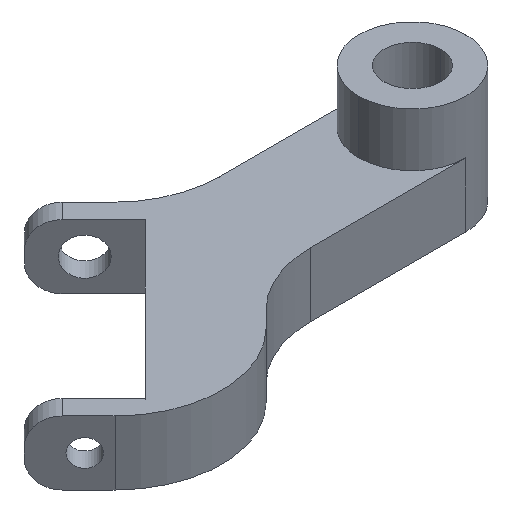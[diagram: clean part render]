
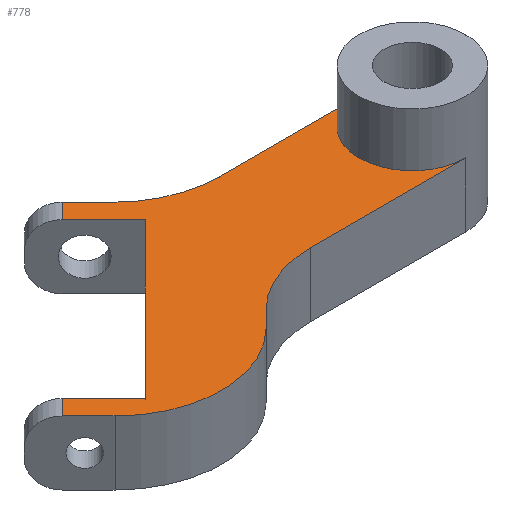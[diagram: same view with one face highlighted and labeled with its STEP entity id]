
A CAD part, isometric view. The second image highlights one B-rep face of the part: STEP entity #778.
In plain terms, the highlighted planar face has unit normal (0, 0, 1).
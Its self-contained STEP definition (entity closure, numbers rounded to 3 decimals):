
#2 = DIRECTION ( 'NONE',  ( 0., 0., -1. ) ) ;
#4 = VECTOR ( 'NONE', #214, 1000. ) ;
#15 = ORIENTED_EDGE ( 'NONE', *, *, #104, .T. ) ;
#27 = ORIENTED_EDGE ( 'NONE', *, *, #591, .T. ) ;
#29 = CARTESIAN_POINT ( 'NONE',  ( -13.889, 13.889, 6. ) ) ;
#48 = VERTEX_POINT ( 'NONE', #345 ) ;
#69 = DIRECTION ( 'NONE',  ( 0.707, 0.707, 0. ) ) ;
#95 = DIRECTION ( 'NONE',  ( -0.707, 0.707, 0. ) ) ;
#104 = EDGE_CURVE ( 'NONE', #427, #294, #741, .T. ) ;
#107 = CARTESIAN_POINT ( 'NONE',  ( -27.324, -4.496, 6. ) ) ;
#108 = DIRECTION ( 'NONE',  ( 1., 0., 0. ) ) ;
#111 = ORIENTED_EDGE ( 'NONE', *, *, #669, .F. ) ;
#119 = PLANE ( 'NONE',  #354 ) ;
#121 = VECTOR ( 'NONE', #644, 1000. ) ;
#136 = VERTEX_POINT ( 'NONE', #421 ) ;
#149 = CARTESIAN_POINT ( 'NONE',  ( 10., 0., 6. ) ) ;
#169 = VERTEX_POINT ( 'NONE', #309 ) ;
#174 = DIRECTION ( 'NONE',  ( 1., 0., 0. ) ) ;
#176 = CARTESIAN_POINT ( 'NONE',  ( -25.91, -5.91, 6. ) ) ;
#188 = LINE ( 'NONE', #845, #545 ) ;
#200 = EDGE_CURVE ( 'NONE', #337, #558, #319, .T. ) ;
#202 = EDGE_CURVE ( 'NONE', #294, #822, #963, .T. ) ;
#214 = DIRECTION ( 'NONE',  ( 0.707, -0.707, 0. ) ) ;
#217 = CARTESIAN_POINT ( 'NONE',  ( -11.615, -2.929, 6. ) ) ;
#229 = LINE ( 'NONE', #320, #121 ) ;
#234 = EDGE_CURVE ( 'NONE', #301, #427, #619, .T. ) ;
#240 = DIRECTION ( 'NONE',  ( 0., 0., 1. ) ) ;
#245 = DIRECTION ( 'NONE',  ( 0., 0., 1. ) ) ;
#246 = DIRECTION ( 'NONE',  ( 1., 0., 0. ) ) ;
#252 = EDGE_CURVE ( 'NONE', #169, #136, #570, .T. ) ;
#263 = CARTESIAN_POINT ( 'NONE',  ( -3.029, 10., 6. ) ) ;
#267 = EDGE_CURVE ( 'NONE', #558, #864, #482, .T. ) ;
#275 = CARTESIAN_POINT ( 'NONE',  ( -13.182, -4.496, 6. ) ) ;
#280 = CIRCLE ( 'NONE', #502, 10. ) ;
#283 = EDGE_CURVE ( 'NONE', #48, #897, #839, .T. ) ;
#287 = CARTESIAN_POINT ( 'NONE',  ( -6.389, 21.389, 6. ) ) ;
#294 = VERTEX_POINT ( 'NONE', #802 ) ;
#301 = VERTEX_POINT ( 'NONE', #263 ) ;
#309 = CARTESIAN_POINT ( 'NONE',  ( -28.385, -0.607, 6. ) ) ;
#310 = AXIS2_PLACEMENT_3D ( 'NONE', #627, #946, #335 ) ;
#319 = LINE ( 'NONE', #650, #379 ) ;
#320 = CARTESIAN_POINT ( 'NONE',  ( 10., 0., 6. ) ) ;
#325 = CARTESIAN_POINT ( 'NONE',  ( 10., 5., 6. ) ) ;
#333 = VECTOR ( 'NONE', #1020, 1000. ) ;
#335 = DIRECTION ( 'NONE',  ( 1., 0., 0. ) ) ;
#337 = VERTEX_POINT ( 'NONE', #275 ) ;
#345 = CARTESIAN_POINT ( 'NONE',  ( 5., 5., 6. ) ) ;
#354 = AXIS2_PLACEMENT_3D ( 'NONE', #674, #838, #521 ) ;
#358 = VECTOR ( 'NONE', #956, 1000. ) ;
#368 = VECTOR ( 'NONE', #904, 1000. ) ;
#375 = ORIENTED_EDGE ( 'NONE', *, *, #267, .T. ) ;
#379 = VECTOR ( 'NONE', #69, 1000. ) ;
#402 = EDGE_CURVE ( 'NONE', #301, #528, #188, .T. ) ;
#404 = DIRECTION ( 'NONE',  ( 0., 0., -1. ) ) ;
#421 = CARTESIAN_POINT ( 'NONE',  ( -24.496, -4.496, 6. ) ) ;
#427 = VERTEX_POINT ( 'NONE', #1043 ) ;
#434 = CARTESIAN_POINT ( 'NONE',  ( -10., 10., 6. ) ) ;
#437 = AXIS2_PLACEMENT_3D ( 'NONE', #729, #2, #720 ) ;
#451 = EDGE_CURVE ( 'NONE', #784, #337, #280, .T. ) ;
#455 = LINE ( 'NONE', #463, #4 ) ;
#463 = CARTESIAN_POINT ( 'NONE',  ( -10., 10., 6. ) ) ;
#482 = CIRCLE ( 'NONE', #437, 10. ) ;
#502 = AXIS2_PLACEMENT_3D ( 'NONE', #967, #240, #1050 ) ;
#521 = DIRECTION ( 'NONE',  ( 1., 0., 0. ) ) ;
#527 = LINE ( 'NONE', #287, #333 ) ;
#528 = VERTEX_POINT ( 'NONE', #698 ) ;
#537 = EDGE_LOOP ( 'NONE', ( #652, #27, #111, #1022, #1023, #375, #982, #546, #1001, #809, #1013, #15, #834, #716, #873 ) ) ;
#541 = DIRECTION ( 'NONE',  ( 0.707, 0.707, 0. ) ) ;
#545 = VECTOR ( 'NONE', #108, 1000. ) ;
#546 = ORIENTED_EDGE ( 'NONE', *, *, #283, .F. ) ;
#558 = VERTEX_POINT ( 'NONE', #217 ) ;
#562 = FACE_OUTER_BOUND ( 'NONE', #537, .T. ) ;
#570 = LINE ( 'NONE', #883, #937 ) ;
#571 = AXIS2_PLACEMENT_3D ( 'NONE', #1027, #404, #246 ) ;
#591 = EDGE_CURVE ( 'NONE', #169, #800, #527, .T. ) ;
#600 = EDGE_CURVE ( 'NONE', #822, #1026, #455, .T. ) ;
#609 = EDGE_CURVE ( 'NONE', #136, #1026, #629, .T. ) ;
#619 = CIRCLE ( 'NONE', #571, 10. ) ;
#627 = CARTESIAN_POINT ( 'NONE',  ( 10., 5., 6. ) ) ;
#629 = LINE ( 'NONE', #942, #870 ) ;
#630 = AXIS2_PLACEMENT_3D ( 'NONE', #325, #245, #174 ) ;
#644 = DIRECTION ( 'NONE',  ( -1., 0., 0. ) ) ;
#650 = CARTESIAN_POINT ( 'NONE',  ( -20.253, -11.567, 6. ) ) ;
#652 = ORIENTED_EDGE ( 'NONE', *, *, #252, .F. ) ;
#663 = CARTESIAN_POINT ( 'NONE',  ( -6.464, 9.293, 6. ) ) ;
#669 = EDGE_CURVE ( 'NONE', #784, #800, #891, .T. ) ;
#674 = CARTESIAN_POINT ( 'NONE',  ( 10., 5., 6. ) ) ;
#698 = CARTESIAN_POINT ( 'NONE',  ( 10., 10., 6. ) ) ;
#716 = ORIENTED_EDGE ( 'NONE', *, *, #600, .T. ) ;
#720 = DIRECTION ( 'NONE',  ( 1., 0., 0. ) ) ;
#728 = CARTESIAN_POINT ( 'NONE',  ( -4.544, 0., 6. ) ) ;
#729 = CARTESIAN_POINT ( 'NONE',  ( -4.544, -10., 6. ) ) ;
#741 = LINE ( 'NONE', #663, #368 ) ;
#755 = EDGE_CURVE ( 'NONE', #897, #864, #229, .T. ) ;
#778 = ADVANCED_FACE ( 'NONE', ( #562 ), #119, .T. ) ;
#784 = VERTEX_POINT ( 'NONE', #107 ) ;
#796 = DIRECTION ( 'NONE',  ( 0.707, -0.707, 0. ) ) ;
#800 = VERTEX_POINT ( 'NONE', #849 ) ;
#802 = CARTESIAN_POINT ( 'NONE',  ( -12.475, 15.303, 6. ) ) ;
#806 = VECTOR ( 'NONE', #95, 1000. ) ;
#809 = ORIENTED_EDGE ( 'NONE', *, *, #402, .F. ) ;
#822 = VERTEX_POINT ( 'NONE', #29 ) ;
#834 = ORIENTED_EDGE ( 'NONE', *, *, #202, .T. ) ;
#838 = DIRECTION ( 'NONE',  ( 0., 0., 1. ) ) ;
#839 = CIRCLE ( 'NONE', #310, 5. ) ;
#845 = CARTESIAN_POINT ( 'NONE',  ( -10., 10., 6. ) ) ;
#849 = CARTESIAN_POINT ( 'NONE',  ( -29.799, -2.021, 6. ) ) ;
#864 = VERTEX_POINT ( 'NONE', #728 ) ;
#870 = VECTOR ( 'NONE', #541, 1000. ) ;
#873 = ORIENTED_EDGE ( 'NONE', *, *, #609, .F. ) ;
#875 = CARTESIAN_POINT ( 'NONE',  ( -13.889, 13.889, 6. ) ) ;
#881 = EDGE_CURVE ( 'NONE', #528, #48, #995, .T. ) ;
#883 = CARTESIAN_POINT ( 'NONE',  ( -30.153, 1.161, 6. ) ) ;
#891 = LINE ( 'NONE', #176, #806 ) ;
#897 = VERTEX_POINT ( 'NONE', #149 ) ;
#904 = DIRECTION ( 'NONE',  ( -0.707, 0.707, 0. ) ) ;
#937 = VECTOR ( 'NONE', #796, 1000. ) ;
#942 = CARTESIAN_POINT ( 'NONE',  ( -20., 0., 6. ) ) ;
#946 = DIRECTION ( 'NONE',  ( 0., 0., 1. ) ) ;
#956 = DIRECTION ( 'NONE',  ( -0.707, -0.707, 0. ) ) ;
#963 = LINE ( 'NONE', #875, #358 ) ;
#967 = CARTESIAN_POINT ( 'NONE',  ( -20.253, 2.575, 6. ) ) ;
#982 = ORIENTED_EDGE ( 'NONE', *, *, #755, .F. ) ;
#995 = CIRCLE ( 'NONE', #630, 5. ) ;
#1001 = ORIENTED_EDGE ( 'NONE', *, *, #881, .F. ) ;
#1013 = ORIENTED_EDGE ( 'NONE', *, *, #234, .T. ) ;
#1020 = DIRECTION ( 'NONE',  ( -0.707, -0.707, 0. ) ) ;
#1022 = ORIENTED_EDGE ( 'NONE', *, *, #451, .T. ) ;
#1023 = ORIENTED_EDGE ( 'NONE', *, *, #200, .T. ) ;
#1026 = VERTEX_POINT ( 'NONE', #434 ) ;
#1027 = CARTESIAN_POINT ( 'NONE',  ( -3.029, 20., 6. ) ) ;
#1043 = CARTESIAN_POINT ( 'NONE',  ( -10.101, 12.929, 6. ) ) ;
#1050 = DIRECTION ( 'NONE',  ( 1., 0., 0. ) ) ;
